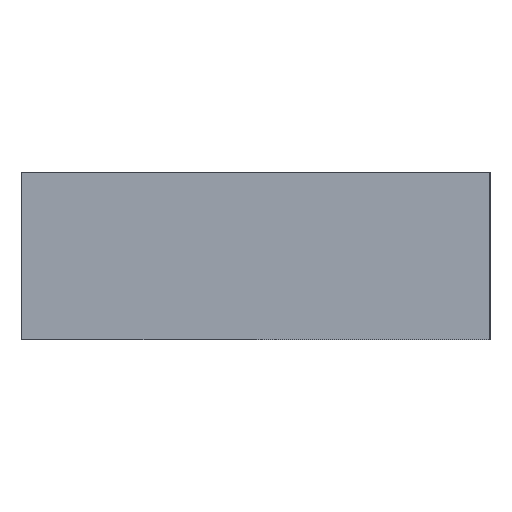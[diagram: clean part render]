
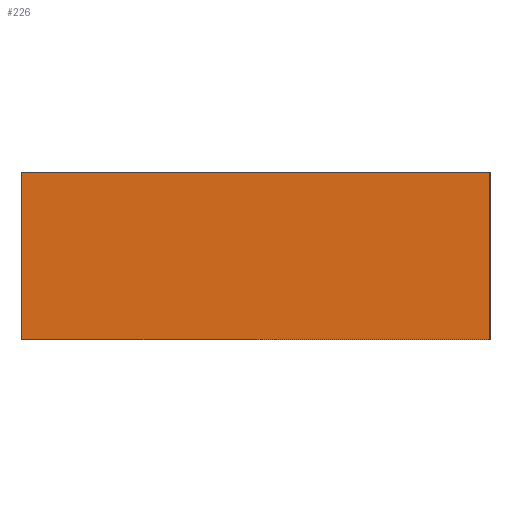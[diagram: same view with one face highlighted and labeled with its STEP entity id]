
A CAD part, left-side view. The second image highlights one B-rep face of the part: STEP entity #226.
In plain terms, the highlighted planar face has unit normal (-1, 0, 0).
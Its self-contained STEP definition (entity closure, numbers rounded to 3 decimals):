
#15=PLANE('',#259);
#36=FACE_OUTER_BOUND('',#49,.T.);
#49=EDGE_LOOP('',(#184,#185,#186,#187));
#72=LINE('',#428,#89);
#73=LINE('',#430,#90);
#74=LINE('',#432,#91);
#75=LINE('',#433,#92);
#89=VECTOR('',#300,10.);
#90=VECTOR('',#301,10.);
#91=VECTOR('',#302,10.);
#92=VECTOR('',#303,10.);
#121=VERTEX_POINT('',#426);
#122=VERTEX_POINT('',#427);
#123=VERTEX_POINT('',#429);
#124=VERTEX_POINT('',#431);
#146=EDGE_CURVE('',#121,#122,#72,.T.);
#147=EDGE_CURVE('',#121,#123,#73,.T.);
#148=EDGE_CURVE('',#124,#123,#74,.T.);
#149=EDGE_CURVE('',#122,#124,#75,.T.);
#184=ORIENTED_EDGE('',*,*,#146,.F.);
#185=ORIENTED_EDGE('',*,*,#147,.T.);
#186=ORIENTED_EDGE('',*,*,#148,.F.);
#187=ORIENTED_EDGE('',*,*,#149,.F.);
#226=ADVANCED_FACE('',(#36),#15,.T.);
#259=AXIS2_PLACEMENT_3D('',#425,#298,#299);
#298=DIRECTION('center_axis',(-1.,0.,0.));
#299=DIRECTION('ref_axis',(0.,-1.,0.));
#300=DIRECTION('',(0.,1.,0.));
#301=DIRECTION('',(0.,0.,1.));
#302=DIRECTION('',(0.,-1.,0.));
#303=DIRECTION('',(0.,0.,1.));
#425=CARTESIAN_POINT('Origin',(5.,10.,0.));
#426=CARTESIAN_POINT('',(5.,-60.,0.));
#427=CARTESIAN_POINT('',(5.,10.,0.));
#428=CARTESIAN_POINT('',(5.,-60.,0.));
#429=CARTESIAN_POINT('',(5.,-60.,25.));
#430=CARTESIAN_POINT('',(5.,-60.,0.));
#431=CARTESIAN_POINT('',(5.,10.,25.));
#432=CARTESIAN_POINT('',(5.,-60.,25.));
#433=CARTESIAN_POINT('',(5.,10.,0.));
